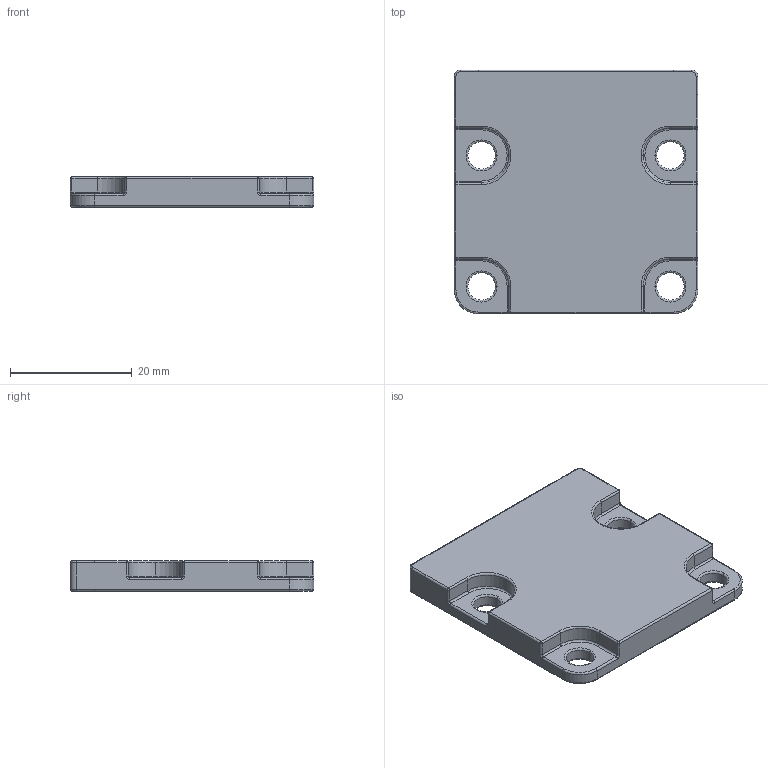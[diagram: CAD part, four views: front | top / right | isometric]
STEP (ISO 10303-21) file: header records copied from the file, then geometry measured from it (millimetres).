
FILE_DESCRIPTION (( 'STEP AP203' ), '1' );
FILE_NAME ('062AT4040.STEP', '2015-09-14T14:54:35', ( 'Fath' ), ( 'Hewlett-Packard Company' ), 'SwSTEP 2.0', 'SolidWorks 2014', '' );
FILE_SCHEMA (( 'CONFIG_CONTROL_DESIGN' ));
Length unit declared in the file: millimetre
Products named in the file (1): 062AT4040
Bounding box: 40 x 40 x 5 mm (x, y, z)
Volume: 6999.9 mm3; surface area: 3961.9 mm2
Topology: 1 solids, 1 shells, 132 faces, 310 edges, 172 vertices
Faces by surface type: cylinder 65, torus 41, plane 18, sphere 8
Entity records: 3796 total; most frequent: DIRECTION 749, CARTESIAN_POINT 607, ORIENTED_EDGE 604, AXIS2_PLACEMENT_3D 314, EDGE_CURVE 302, CIRCLE 181, VERTEX_POINT 172, EDGE_LOOP 140
